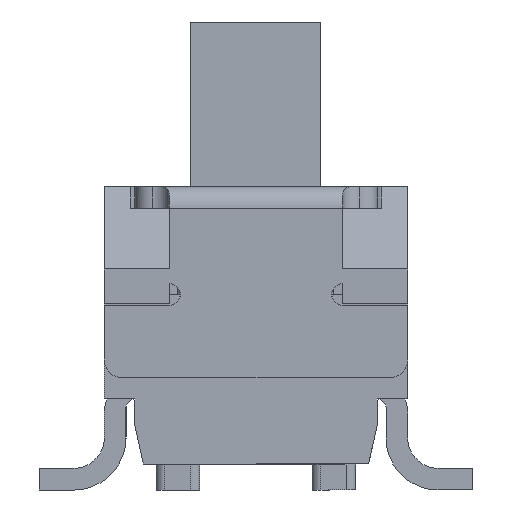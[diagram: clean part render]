
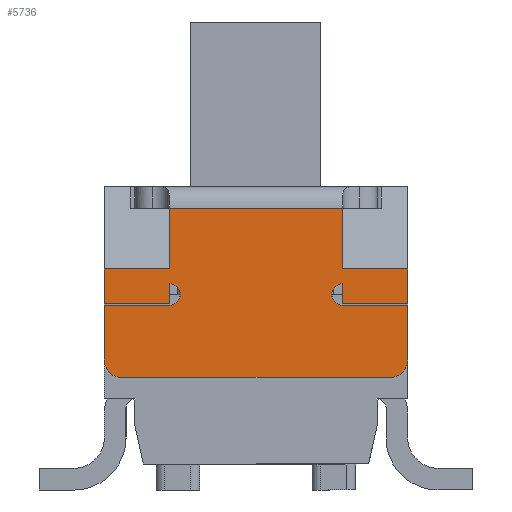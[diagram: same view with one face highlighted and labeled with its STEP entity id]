
A CAD part, left-side view. The second image highlights one B-rep face of the part: STEP entity #5736.
In plain terms, the highlighted planar face has unit normal (-1, 0, 0).
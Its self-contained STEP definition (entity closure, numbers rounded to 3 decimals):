
#1439 = VERTEX_POINT('',#1440);
#1440 = CARTESIAN_POINT('',(-4.25,-0.25,1.));
#1447 = EDGE_CURVE('',#1448,#1439,#1450,.T.);
#1448 = VERTEX_POINT('',#1449);
#1449 = CARTESIAN_POINT('',(-4.25,-0.95,1.));
#1450 = LINE('',#1451,#1452);
#1451 = CARTESIAN_POINT('',(-4.25,-0.25,1.));
#1452 = VECTOR('',#1453,1.);
#1453 = DIRECTION('',(0.,1.,0.));
#1485 = VERTEX_POINT('',#1486);
#1486 = CARTESIAN_POINT('',(-4.25,-0.25,-1.));
#1511 = VERTEX_POINT('',#1512);
#1512 = CARTESIAN_POINT('',(-4.25,-0.95,-1.));
#1518 = EDGE_CURVE('',#1511,#1485,#1519,.T.);
#1519 = LINE('',#1520,#1521);
#1520 = CARTESIAN_POINT('',(-4.25,-0.25,-1.));
#1521 = VECTOR('',#1522,1.);
#1522 = DIRECTION('',(0.,1.,0.));
#1695 = EDGE_CURVE('',#1696,#1698,#1700,.T.);
#1696 = VERTEX_POINT('',#1697);
#1697 = CARTESIAN_POINT('',(-4.25,-1.35,1.75));
#1698 = VERTEX_POINT('',#1699);
#1699 = CARTESIAN_POINT('',(-4.25,-1.35,1.));
#1700 = LINE('',#1701,#1702);
#1701 = CARTESIAN_POINT('',(-4.25,-1.35,0.));
#1702 = VECTOR('',#1703,1.);
#1703 = DIRECTION('',(0.,0.,-1.));
#1737 = VERTEX_POINT('',#1738);
#1738 = CARTESIAN_POINT('',(-4.25,-1.35,-1.));
#1744 = EDGE_CURVE('',#1737,#1745,#1747,.T.);
#1745 = VERTEX_POINT('',#1746);
#1746 = CARTESIAN_POINT('',(-4.25,-1.35,-1.75));
#1747 = LINE('',#1748,#1749);
#1748 = CARTESIAN_POINT('',(-4.25,-1.35,0.));
#1749 = VECTOR('',#1750,1.);
#1750 = DIRECTION('',(0.,0.,-1.));
#2594 = VERTEX_POINT('',#2595);
#2595 = CARTESIAN_POINT('',(-4.25,-0.95,1.75));
#2601 = EDGE_CURVE('',#2594,#1696,#2602,.T.);
#2602 = LINE('',#2603,#2604);
#2603 = CARTESIAN_POINT('',(-4.25,0.,1.75));
#2604 = VECTOR('',#2605,1.);
#2605 = DIRECTION('',(0.,-1.,0.));
#2617 = VERTEX_POINT('',#2618);
#2618 = CARTESIAN_POINT('',(-4.25,-1.37,1.75));
#2624 = EDGE_CURVE('',#2617,#2625,#2627,.T.);
#2625 = VERTEX_POINT('',#2626);
#2626 = CARTESIAN_POINT('',(-4.25,-2.,1.75));
#2627 = LINE('',#2628,#2629);
#2628 = CARTESIAN_POINT('',(-4.25,-1.37,1.75));
#2629 = VECTOR('',#2630,1.);
#2630 = DIRECTION('',(0.,-1.,0.));
#2878 = VERTEX_POINT('',#2879);
#2879 = CARTESIAN_POINT('',(-4.25,-2.,-1.75));
#2885 = EDGE_CURVE('',#2878,#2886,#2888,.T.);
#2886 = VERTEX_POINT('',#2887);
#2887 = CARTESIAN_POINT('',(-4.25,-1.37,-1.75));
#2888 = LINE('',#2889,#2890);
#2889 = CARTESIAN_POINT('',(-4.25,-2.,-1.75));
#2890 = VECTOR('',#2891,1.);
#2891 = DIRECTION('',(0.,1.,0.));
#2901 = EDGE_CURVE('',#1745,#2902,#2904,.T.);
#2902 = VERTEX_POINT('',#2903);
#2903 = CARTESIAN_POINT('',(-4.25,-0.95,-1.75));
#2904 = LINE('',#2905,#2906);
#2905 = CARTESIAN_POINT('',(-4.25,-2.45,-1.75));
#2906 = VECTOR('',#2907,1.);
#2907 = DIRECTION('',(0.,1.,0.));
#3442 = VERTEX_POINT('',#3443);
#3443 = CARTESIAN_POINT('',(-4.25,-1.12,-1.));
#3449 = EDGE_CURVE('',#3442,#1737,#3450,.T.);
#3450 = LINE('',#3451,#3452);
#3451 = CARTESIAN_POINT('',(-4.25,-0.25,-1.));
#3452 = VECTOR('',#3453,1.);
#3453 = DIRECTION('',(0.,-1.,0.));
#3479 = EDGE_CURVE('',#1698,#3480,#3482,.T.);
#3480 = VERTEX_POINT('',#3481);
#3481 = CARTESIAN_POINT('',(-4.25,-1.12,1.));
#3482 = LINE('',#3483,#3484);
#3483 = CARTESIAN_POINT('',(-4.25,-1.25,1.));
#3484 = VECTOR('',#3485,1.);
#3485 = DIRECTION('',(0.,1.,0.));
#4183 = EDGE_CURVE('',#1448,#2594,#4184,.T.);
#4184 = LINE('',#4185,#4186);
#4185 = CARTESIAN_POINT('',(-4.25,-0.95,0.));
#4186 = VECTOR('',#4187,1.);
#4187 = DIRECTION('',(0.,0.,1.));
#4199 = EDGE_CURVE('',#2902,#1511,#4200,.T.);
#4200 = LINE('',#4201,#4202);
#4201 = CARTESIAN_POINT('',(-4.25,-0.95,0.));
#4202 = VECTOR('',#4203,1.);
#4203 = DIRECTION('',(0.,0.,1.));
#5736 = ADVANCED_FACE('',(#5737),#5811,.T.);
#5737 = FACE_BOUND('',#5738,.T.);
#5738 = EDGE_LOOP('',(#5739,#5745,#5746,#5747,#5748,#5749,#5750,#5759,
    #5765,#5766,#5775,#5783,#5790,#5791,#5799,#5806,#5807,#5808,#5809,
    #5810));
#5739 = ORIENTED_EDGE('',*,*,#5740,.T.);
#5740 = EDGE_CURVE('',#1439,#1485,#5741,.T.);
#5741 = LINE('',#5742,#5743);
#5742 = CARTESIAN_POINT('',(-4.25,-0.25,1.2));
#5743 = VECTOR('',#5744,1.);
#5744 = DIRECTION('',(0.,0.,-1.));
#5745 = ORIENTED_EDGE('',*,*,#1518,.F.);
#5746 = ORIENTED_EDGE('',*,*,#4199,.F.);
#5747 = ORIENTED_EDGE('',*,*,#2901,.F.);
#5748 = ORIENTED_EDGE('',*,*,#1744,.F.);
#5749 = ORIENTED_EDGE('',*,*,#3449,.F.);
#5750 = ORIENTED_EDGE('',*,*,#5751,.T.);
#5751 = EDGE_CURVE('',#3442,#5752,#5754,.T.);
#5752 = VERTEX_POINT('',#5753);
#5753 = CARTESIAN_POINT('',(-4.25,-1.37,-1.));
#5754 = CIRCLE('',#5755,0.125);
#5755 = AXIS2_PLACEMENT_3D('',#5756,#5757,#5758);
#5756 = CARTESIAN_POINT('',(-4.25,-1.245,-1.));
#5757 = DIRECTION('',(1.,0.,0.));
#5758 = DIRECTION('',(0.,0.,-1.));
#5759 = ORIENTED_EDGE('',*,*,#5760,.F.);
#5760 = EDGE_CURVE('',#2886,#5752,#5761,.T.);
#5761 = LINE('',#5762,#5763);
#5762 = CARTESIAN_POINT('',(-4.25,-1.37,-1.75));
#5763 = VECTOR('',#5764,1.);
#5764 = DIRECTION('',(0.,0.,1.));
#5765 = ORIENTED_EDGE('',*,*,#2885,.F.);
#5766 = ORIENTED_EDGE('',*,*,#5767,.F.);
#5767 = EDGE_CURVE('',#5768,#2878,#5770,.T.);
#5768 = VERTEX_POINT('',#5769);
#5769 = CARTESIAN_POINT('',(-4.25,-2.2,-1.55));
#5770 = CIRCLE('',#5771,0.2);
#5771 = AXIS2_PLACEMENT_3D('',#5772,#5773,#5774);
#5772 = CARTESIAN_POINT('',(-4.25,-2.,-1.55));
#5773 = DIRECTION('',(1.,0.,0.));
#5774 = DIRECTION('',(0.,0.,-1.));
#5775 = ORIENTED_EDGE('',*,*,#5776,.F.);
#5776 = EDGE_CURVE('',#5777,#5768,#5779,.T.);
#5777 = VERTEX_POINT('',#5778);
#5778 = CARTESIAN_POINT('',(-4.25,-2.2,1.55));
#5779 = LINE('',#5780,#5781);
#5780 = CARTESIAN_POINT('',(-4.25,-2.2,1.55));
#5781 = VECTOR('',#5782,1.);
#5782 = DIRECTION('',(0.,0.,-1.));
#5783 = ORIENTED_EDGE('',*,*,#5784,.F.);
#5784 = EDGE_CURVE('',#2625,#5777,#5785,.T.);
#5785 = CIRCLE('',#5786,0.2);
#5786 = AXIS2_PLACEMENT_3D('',#5787,#5788,#5789);
#5787 = CARTESIAN_POINT('',(-4.25,-2.,1.55));
#5788 = DIRECTION('',(1.,0.,0.));
#5789 = DIRECTION('',(0.,0.,-1.));
#5790 = ORIENTED_EDGE('',*,*,#2624,.F.);
#5791 = ORIENTED_EDGE('',*,*,#5792,.F.);
#5792 = EDGE_CURVE('',#5793,#2617,#5795,.T.);
#5793 = VERTEX_POINT('',#5794);
#5794 = CARTESIAN_POINT('',(-4.25,-1.37,1.));
#5795 = LINE('',#5796,#5797);
#5796 = CARTESIAN_POINT('',(-4.25,-1.37,1.));
#5797 = VECTOR('',#5798,1.);
#5798 = DIRECTION('',(0.,0.,1.));
#5799 = ORIENTED_EDGE('',*,*,#5800,.T.);
#5800 = EDGE_CURVE('',#5793,#3480,#5801,.T.);
#5801 = CIRCLE('',#5802,0.125);
#5802 = AXIS2_PLACEMENT_3D('',#5803,#5804,#5805);
#5803 = CARTESIAN_POINT('',(-4.25,-1.245,1.));
#5804 = DIRECTION('',(1.,0.,0.));
#5805 = DIRECTION('',(0.,0.,-1.));
#5806 = ORIENTED_EDGE('',*,*,#3479,.F.);
#5807 = ORIENTED_EDGE('',*,*,#1695,.F.);
#5808 = ORIENTED_EDGE('',*,*,#2601,.F.);
#5809 = ORIENTED_EDGE('',*,*,#4183,.F.);
#5810 = ORIENTED_EDGE('',*,*,#1447,.T.);
#5811 = PLANE('',#5812);
#5812 = AXIS2_PLACEMENT_3D('',#5813,#5814,#5815);
#5813 = CARTESIAN_POINT('',(-4.25,-0.25,-1.));
#5814 = DIRECTION('',(-1.,0.,0.));
#5815 = DIRECTION('',(0.,0.,1.));
